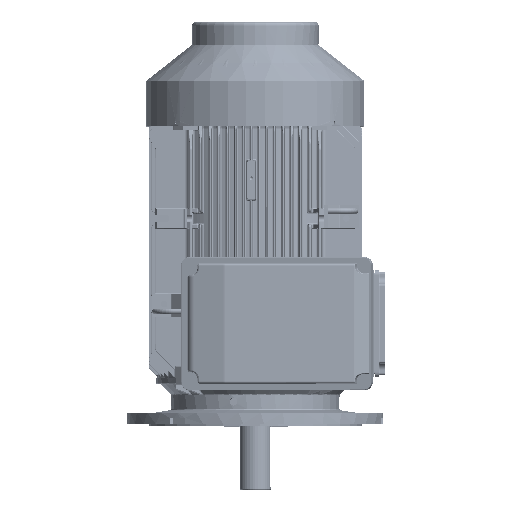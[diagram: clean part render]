
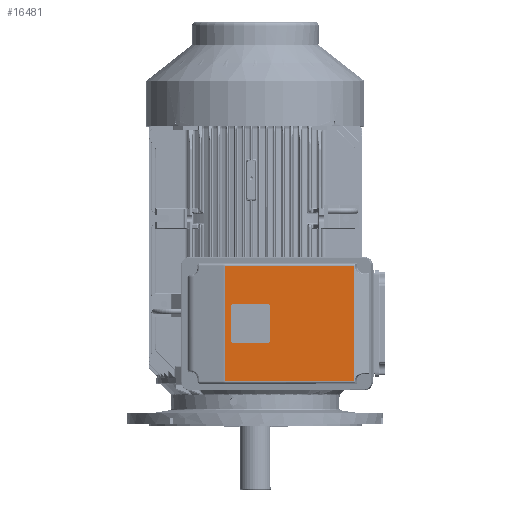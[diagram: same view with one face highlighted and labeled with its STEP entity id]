
A CAD part, top view. The second image highlights one B-rep face of the part: STEP entity #16481.
In plain terms, the highlighted planar face has unit normal (0.001, 0, 1).
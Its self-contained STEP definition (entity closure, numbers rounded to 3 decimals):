
#16481 = ADVANCED_FACE( '', ( #35285, #35286 ), #35287, .T. );
#35285 = FACE_BOUND( '', #158477, .T. );
#35286 = FACE_OUTER_BOUND( '', #158478, .T. );
#35287 = PLANE( '', #158479 );
#158477 = EDGE_LOOP( '', ( #245414, #245415, #245416, #245417, #245418, #245419, #245420, #245421 ) );
#158478 = EDGE_LOOP( '', ( #245422, #245423, #245424, #245425 ) );
#158479 = AXIS2_PLACEMENT_3D( '', #245426, #245427, #245428 );
#245414 = ORIENTED_EDGE( '', *, *, #279840, .F. );
#245415 = ORIENTED_EDGE( '', *, *, #273753, .T. );
#245416 = ORIENTED_EDGE( '', *, *, #281546, .F. );
#245417 = ORIENTED_EDGE( '', *, *, #268658, .T. );
#245418 = ORIENTED_EDGE( '', *, *, #264397, .F. );
#245419 = ORIENTED_EDGE( '', *, *, #281547, .T. );
#245420 = ORIENTED_EDGE( '', *, *, #277793, .F. );
#245421 = ORIENTED_EDGE( '', *, *, #267184, .T. );
#245422 = ORIENTED_EDGE( '', *, *, #281548, .T. );
#245423 = ORIENTED_EDGE( '', *, *, #275164, .T. );
#245424 = ORIENTED_EDGE( '', *, *, #280819, .T. );
#245425 = ORIENTED_EDGE( '', *, *, #281481, .T. );
#245426 = CARTESIAN_POINT( '', ( -80.012, -11., 528.754 ) );
#245427 = DIRECTION( '', ( 0.001, 0., 1. ) );
#245428 = DIRECTION( '', ( -1., 0., 0.001 ) );
#264397 = EDGE_CURVE( '', #289009, #289010, #289011, .T. );
#267184 = EDGE_CURVE( '', #293733, #293731, #293734, .F. );
#268658 = EDGE_CURVE( '', #296132, #289010, #296133, .F. );
#273753 = EDGE_CURVE( '', #303763, #303761, #303764, .F. );
#275164 = EDGE_CURVE( '', #305726, #305724, #305727, .T. );
#277793 = EDGE_CURVE( '', #293733, #309156, #309157, .T. );
#279840 = EDGE_CURVE( '', #303763, #293731, #311655, .T. );
#280819 = EDGE_CURVE( '', #305724, #294047, #312781, .F. );
#281481 = EDGE_CURVE( '', #294047, #313543, #313544, .F. );
#281546 = EDGE_CURVE( '', #296132, #303761, #313615, .T. );
#281547 = EDGE_CURVE( '', #289009, #309156, #313616, .F. );
#281548 = EDGE_CURVE( '', #313543, #305726, #313617, .T. );
#289009 = VERTEX_POINT( '', #328700 );
#289010 = VERTEX_POINT( '', #328701 );
#289011 = LINE( '', #328702, #328703 );
#293731 = VERTEX_POINT( '', #342863 );
#293733 = VERTEX_POINT( '', #342866 );
#293734 = CIRCLE( '', #342867, 5. );
#294047 = VERTEX_POINT( '', #343526 );
#296132 = VERTEX_POINT( '', #350741 );
#296133 = CIRCLE( '', #350742, 5. );
#303761 = VERTEX_POINT( '', #373783 );
#303763 = VERTEX_POINT( '', #373786 );
#303764 = CIRCLE( '', #373787, 5. );
#305724 = VERTEX_POINT( '', #380339 );
#305726 = VERTEX_POINT( '', #380341 );
#305727 = LINE( '', #380342, #380343 );
#309156 = VERTEX_POINT( '', #390375 );
#309157 = LINE( '', #390376, #390377 );
#311655 = LINE( '', #397814, #397815 );
#312781 = LINE( '', #401390, #401391 );
#313543 = VERTEX_POINT( '', #403585 );
#313544 = LINE( '', #403586, #403587 );
#313615 = LINE( '', #403778, #403779 );
#313616 = CIRCLE( '', #403780, 5. );
#313617 = LINE( '', #403781, #403782 );
#328700 = CARTESIAN_POINT( '', ( -63.015, 188., 528.745 ) );
#328701 = CARTESIAN_POINT( '', ( -63.015, 98., 528.745 ) );
#328702 = CARTESIAN_POINT( '', ( -63.015, 193., 528.745 ) );
#328703 = VECTOR( '', #416893, 1000. );
#342863 = CARTESIAN_POINT( '', ( 36.985, 188., 528.692 ) );
#342866 = CARTESIAN_POINT( '', ( 31.985, 193., 528.695 ) );
#342867 = AXIS2_PLACEMENT_3D( '', #420932, #420933, #420934 );
#343526 = CARTESIAN_POINT( '', ( -77.374, 292., 528.753 ) );
#350741 = CARTESIAN_POINT( '', ( -58.015, 93., 528.742 ) );
#350742 = AXIS2_PLACEMENT_3D( '', #423082, #423083, #423084 );
#373783 = CARTESIAN_POINT( '', ( 31.985, 93., 528.695 ) );
#373786 = CARTESIAN_POINT( '', ( 36.985, 98., 528.692 ) );
#373787 = AXIS2_PLACEMENT_3D( '', #430028, #430029, #430030 );
#380339 = CARTESIAN_POINT( '', ( 255.15, 292., 528.576 ) );
#380341 = CARTESIAN_POINT( '', ( 255.15, -6., 528.576 ) );
#380342 = CARTESIAN_POINT( '', ( 255.15, 292., 528.576 ) );
#380343 = VECTOR( '', #431935, 1000. );
#390375 = CARTESIAN_POINT( '', ( -58.015, 193., 528.742 ) );
#390376 = CARTESIAN_POINT( '', ( 36.985, 193., 528.692 ) );
#390377 = VECTOR( '', #435419, 1000. );
#397814 = CARTESIAN_POINT( '', ( 36.985, 93., 528.692 ) );
#397815 = VECTOR( '', #437927, 1000. );
#401390 = CARTESIAN_POINT( '', ( -80.012, 292., 528.754 ) );
#401391 = VECTOR( '', #439004, 1000. );
#403585 = CARTESIAN_POINT( '', ( -77.374, -6., 528.753 ) );
#403586 = CARTESIAN_POINT( '', ( -77.374, -11., 528.753 ) );
#403587 = VECTOR( '', #439726, 1000. );
#403778 = CARTESIAN_POINT( '', ( -63.015, 93., 528.745 ) );
#403779 = VECTOR( '', #439785, 1000. );
#403780 = AXIS2_PLACEMENT_3D( '', #439786, #439787, #439788 );
#403781 = CARTESIAN_POINT( '', ( 255.465, -6., 528.576 ) );
#403782 = VECTOR( '', #439789, 1000. );
#416893 = DIRECTION( '', ( 0., -1., 0. ) );
#420932 = CARTESIAN_POINT( '', ( 31.985, 188., 528.695 ) );
#420933 = DIRECTION( '', ( 0.001, 0., 1. ) );
#420934 = DIRECTION( '', ( -1., 0., 0.001 ) );
#423082 = CARTESIAN_POINT( '', ( -58.015, 98., 528.742 ) );
#423083 = DIRECTION( '', ( 0.001, 0., 1. ) );
#423084 = DIRECTION( '', ( -1., 0., 0.001 ) );
#430028 = CARTESIAN_POINT( '', ( 31.985, 98., 528.695 ) );
#430029 = DIRECTION( '', ( 0.001, 0., 1. ) );
#430030 = DIRECTION( '', ( -1., 0., 0.001 ) );
#431935 = DIRECTION( '', ( 0., 1., 0. ) );
#435419 = DIRECTION( '', ( -1., 0., 0.001 ) );
#437927 = DIRECTION( '', ( 0., 1., 0. ) );
#439004 = DIRECTION( '', ( 1., 0., -0.001 ) );
#439726 = DIRECTION( '', ( 0., 1., 0. ) );
#439785 = DIRECTION( '', ( 1., 0., -0.001 ) );
#439786 = CARTESIAN_POINT( '', ( -58.015, 188., 528.742 ) );
#439787 = DIRECTION( '', ( 0.001, 0., 1. ) );
#439788 = DIRECTION( '', ( -1., 0., 0.001 ) );
#439789 = DIRECTION( '', ( 1., 0., -0.001 ) );
